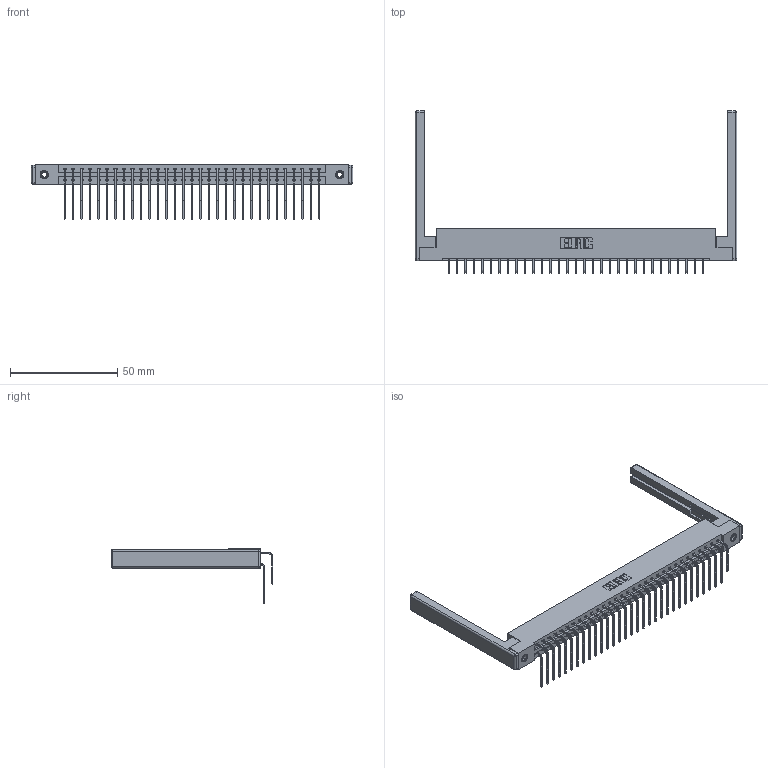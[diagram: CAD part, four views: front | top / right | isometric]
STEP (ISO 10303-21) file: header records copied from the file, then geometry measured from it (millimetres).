
FILE_DESCRIPTION (( 'STEP AP203' ), '1' );
FILE_NAME ('337-062-559-268.STEP', '2019-10-09T21:45:58', ( '' ), ( '' ), 'SwSTEP 2.0', 'SolidWorks 2016', '' );
FILE_SCHEMA (( 'CONFIG_CONTROL_DESIGN' ));
Length unit declared in the file: inch
Products named in the file (6): 307-220-068; 337 Part_Flush Mounting Lugs - 0.156 Dia-TI; 345-292-001_559 Tail - 2; 345-292-001_558 559 Tail - 1; 345-250-001_345-250-001-102; 337-062-559-268
Assembly tree (67 placements, depth 2):
  337-062-559-268
    337 Part_Flush Mounting Lugs - 0.156 Dia-TI
    345-292-001_558 559 Tail - 1  x31
    345-292-001_559 Tail - 2  x31
    345-250-001_345-250-001-102  x2
    307-220-068  x2
Bounding box: 150.27 x 75.63 x 25.53 mm (x, y, z)
Volume: 20432.3 mm3; surface area: 23865.1 mm2
Topology: 67 solids, 67 shells, 3740 faces, 11055 edges, 7266 vertices
Faces by surface type: plane 2638, cylinder 1078, cone 12, sphere 8, torus 4
Entity records: 30002 total; most frequent: CARTESIAN_POINT 5074, ORIENTED_EDGE 4948, DIRECTION 4388, EDGE_CURVE 2474, VECTOR 2256, LINE 2256, VERTEX_POINT 1638, AXIS2_PLACEMENT_3D 1066
